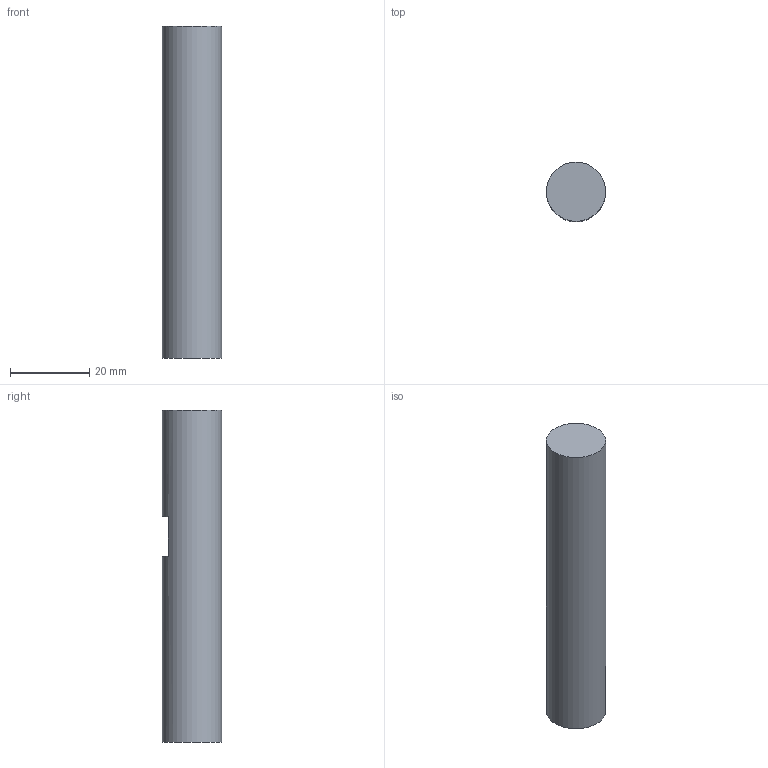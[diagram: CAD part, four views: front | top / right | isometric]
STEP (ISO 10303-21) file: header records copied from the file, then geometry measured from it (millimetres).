
FILE_DESCRIPTION(/* description */ (''),/* implementation_level */ '2;1');
FILE_NAME(/* name */ 'Eje_engrane_ipt_984e0b.STEP',/* time_stamp */ '2021-02-07T23:04:53-06:00',/* author */ ('rotje'),/* organization */ (''),/* preprocessor_version */ 'ST-DEVELOPER v18.1',/* originating_system */ 'Autodesk Inventor 2021',/* authorisation */ '');
FILE_SCHEMA (('AUTOMOTIVE_DESIGN { 1 0 10303 214 3 1 1 }'));
Length unit declared in the file: millimetre
Products named in the file (1): Eje_engrane
Bounding box: 15 x 15 x 84 mm (x, y, z)
Volume: 14752.1 mm3; surface area: 4323.7 mm2
Topology: 1 solids, 1 shells, 6 faces, 11 edges, 8 vertices
Faces by surface type: plane 5, cylinder 1
Full cylindrical faces by diameter (mm): 15 x1
Entity records: 198 total; most frequent: DIRECTION 31, CARTESIAN_POINT 26, ORIENTED_EDGE 22, AXIS2_PLACEMENT_3D 13, EDGE_CURVE 11, VERTEX_POINT 8, EDGE_LOOP 7, CIRCLE 6
